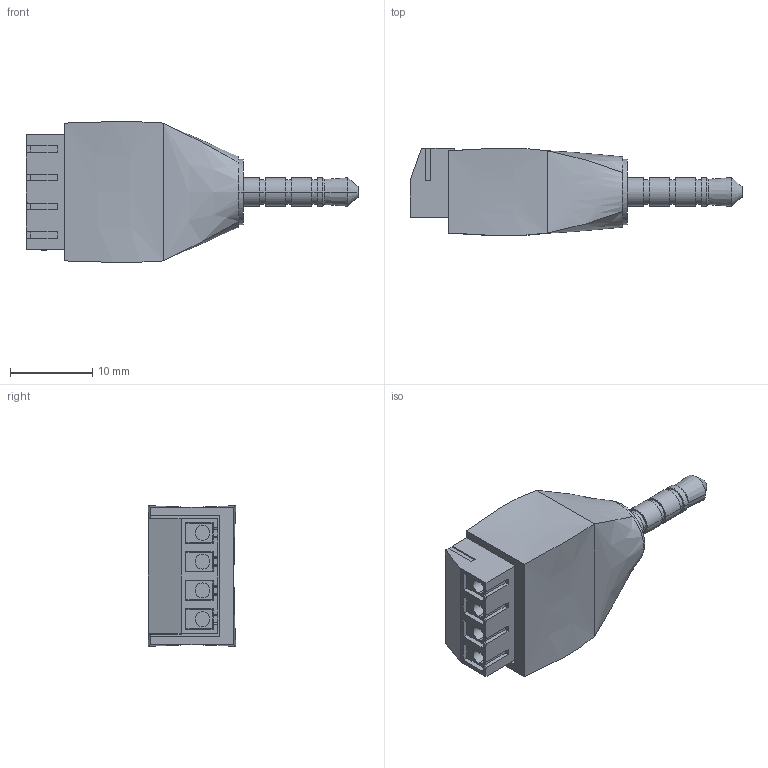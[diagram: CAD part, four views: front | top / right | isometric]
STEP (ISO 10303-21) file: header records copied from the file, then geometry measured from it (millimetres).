
FILE_DESCRIPTION (( 'STEP AP203' ), '1' );
FILE_NAME ('3.5_plug_terminal_block.step', '2019-10-07T21:39:22', ( '' ), ( '' ), 'SwSTEP 2.0', 'SolidWorks 2017', '' );
FILE_SCHEMA (( 'CONFIG_CONTROL_DESIGN' ));
Length unit declared in the file: inch
Products named in the file (13): Screw Terminal Block 3.5mm 4-way_6; Screw Terminal Block 3.5mm 4-way_7; Screw Terminal Block 3.5mm 4-way_11; Screw Terminal Block 3.5mm 4-way_5; Screw Terminal Block 3.5mm 4-way; Screw Terminal Block 3.5mm 4-way_10; Screw Terminal Block 3.5mm 4-way_3; 3.5mm_plug_housing; 3.5_plug_terminal_block; 3.5mm Plug; Screw Terminal Block 3.5mm 4-way_9; Screw Terminal Block 3.5mm 4-way_2
Assembly tree (12 placements, depth 3):
  3.5_plug_terminal_block
    3.5mm_plug_housing
    3.5mm Plug
    Screw Terminal Block 3.5mm 4-way
      Screw Terminal Block 3.5mm 4-way_6
      Screw Terminal Block 3.5mm 4-way_5
      Screw Terminal Block 3.5mm 4-way
      Screw Terminal Block 3.5mm 4-way_10
      Screw Terminal Block 3.5mm 4-way_9
      Screw Terminal Block 3.5mm 4-way_2
      Screw Terminal Block 3.5mm 4-way_11
      Screw Terminal Block 3.5mm 4-way_3
      Screw Terminal Block 3.5mm 4-way_7
Bounding box: 40.45 x 10.67 x 17.15 mm (x, y, z)
Volume: 3991.9 mm3; surface area: 3378.5 mm2
Topology: 11 solids, 11 shells, 347 faces, 879 edges, 567 vertices
Faces by surface type: plane 181, cylinder 142, bspline 10, torus 8, cone 6
Entity records: 13256 total; most frequent: CARTESIAN_POINT 3448, ORIENTED_EDGE 1758, DIRECTION 1751, EDGE_CURVE 879, AXIS2_PLACEMENT_3D 598, VERTEX_POINT 567, VECTOR 555, LINE 555
